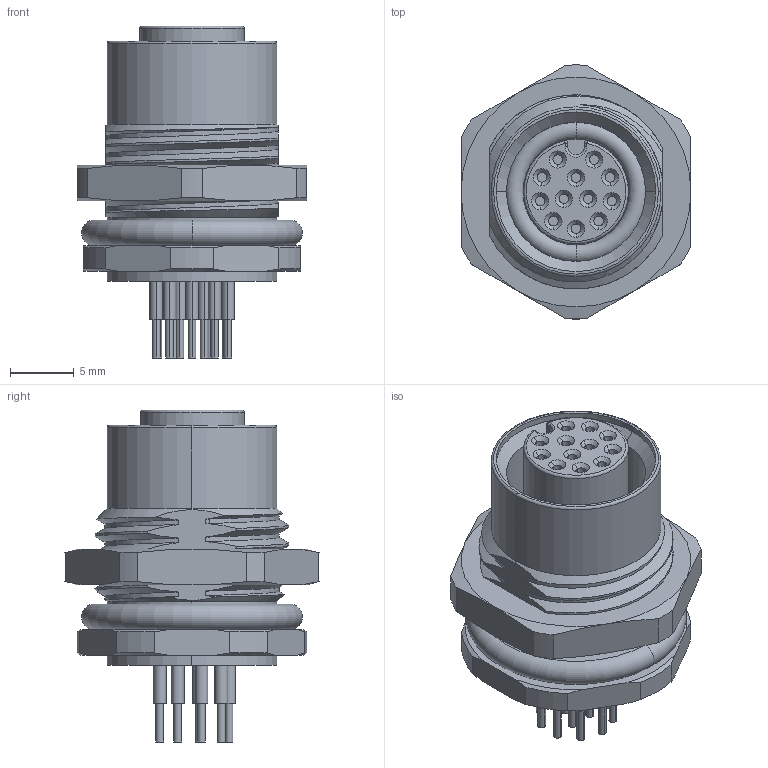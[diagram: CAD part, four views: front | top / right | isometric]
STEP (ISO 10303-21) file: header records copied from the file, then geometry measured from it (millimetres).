
FILE_DESCRIPTION((''),'2;1');
FILE_NAME('C-T4141012121-000','2022-09-22T04:01:39',('workeradm'),('TE Connectivity Ltd.'),'CREO PARAMETRIC BY PTC INC, 2021072','CREO PARAMETRIC BY PTC INC, 2021072','');
FILE_SCHEMA(('AUTOMOTIVE_DESIGN { 1 0 10303 214 1 1 1 1 }'));
Length unit declared in the file: millimetre
Products named in the file (1): C-T4141012121-000
Bounding box: 18 x 19.89 x 26 mm (x, y, z)
Volume: 3246.1 mm3; surface area: 2397.1 mm2
Topology: 1 solids, 1 shells, 260 faces, 589 edges, 374 vertices
Faces by surface type: cylinder 106, plane 63, cone 54, bspline 27, torus 8, sphere 2
Entity records: 11525 total; most frequent: CARTESIAN_POINT 5589, DIRECTION 1202, ORIENTED_EDGE 1178, EDGE_CURVE 589, AXIS2_PLACEMENT_3D 506, VERTEX_POINT 374, EDGE_LOOP 303, CIRCLE 273
